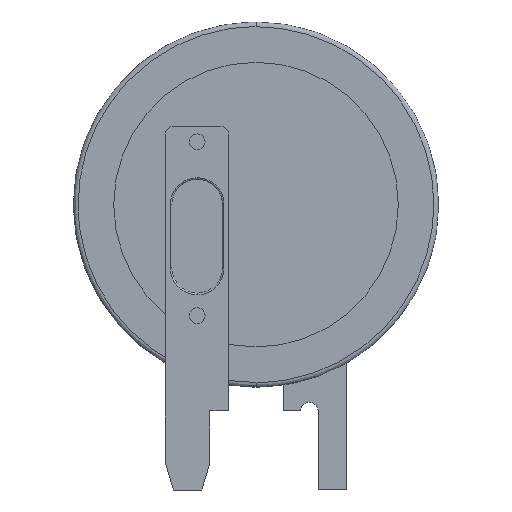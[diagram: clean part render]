
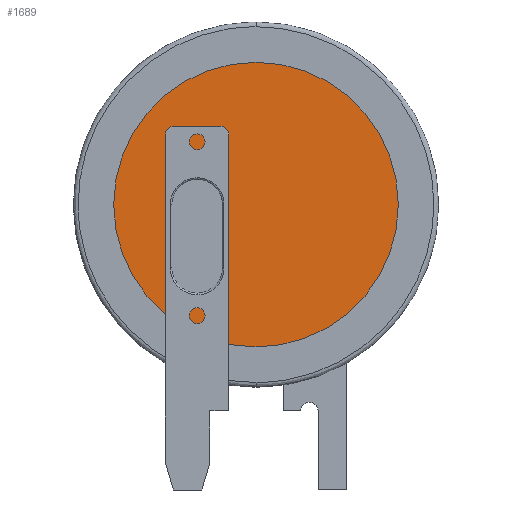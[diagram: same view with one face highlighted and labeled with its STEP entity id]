
A CAD part, front view. The second image highlights one B-rep face of the part: STEP entity #1689.
In plain terms, the highlighted planar face has unit normal (0, -1, 0).
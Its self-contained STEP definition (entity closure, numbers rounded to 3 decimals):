
#5 = AXIS2_PLACEMENT_3D ( 'NONE', #435, #1442, #918 ) ;
#142 = ORIENTED_EDGE ( 'NONE', *, *, #1317, .T. ) ;
#301 = DIRECTION ( 'NONE',  ( 0., 0., 1. ) ) ;
#311 = DIRECTION ( 'NONE',  ( 0., -1., 0. ) ) ;
#435 = CARTESIAN_POINT ( 'NONE',  ( 0., -2.55, 0. ) ) ;
#572 = PLANE ( 'NONE',  #1942 ) ;
#879 = CARTESIAN_POINT ( 'NONE',  ( 0., -2.55, 0. ) ) ;
#918 = DIRECTION ( 'NONE',  ( 0., 0., 1. ) ) ;
#942 = CARTESIAN_POINT ( 'NONE',  ( 0., -2.55, -9. ) ) ;
#949 = ORIENTED_EDGE ( 'NONE', *, *, #1274, .T. ) ;
#1042 = AXIS2_PLACEMENT_3D ( 'NONE', #2734, #2667, #301 ) ;
#1274 = EDGE_CURVE ( 'NONE', #2011, #2202, #2538, .T. ) ;
#1317 = EDGE_CURVE ( 'NONE', #2202, #2011, #1491, .T. ) ;
#1442 = DIRECTION ( 'NONE',  ( 0., -1., 0. ) ) ;
#1491 = CIRCLE ( 'NONE', #5, 9. ) ;
#1689 = ADVANCED_FACE ( 'NONE', ( #1885 ), #572, .T. ) ;
#1885 = FACE_OUTER_BOUND ( 'NONE', #1938, .T. ) ;
#1938 = EDGE_LOOP ( 'NONE', ( #142, #949 ) ) ;
#1942 = AXIS2_PLACEMENT_3D ( 'NONE', #879, #311, #2503 ) ;
#2011 = VERTEX_POINT ( 'NONE', #942 ) ;
#2202 = VERTEX_POINT ( 'NONE', #2589 ) ;
#2503 = DIRECTION ( 'NONE',  ( 0., 0., -1. ) ) ;
#2538 = CIRCLE ( 'NONE', #1042, 9. ) ;
#2589 = CARTESIAN_POINT ( 'NONE',  ( 0., -2.55, 9. ) ) ;
#2667 = DIRECTION ( 'NONE',  ( 0., -1., 0. ) ) ;
#2734 = CARTESIAN_POINT ( 'NONE',  ( 0., -2.55, 0. ) ) ;
